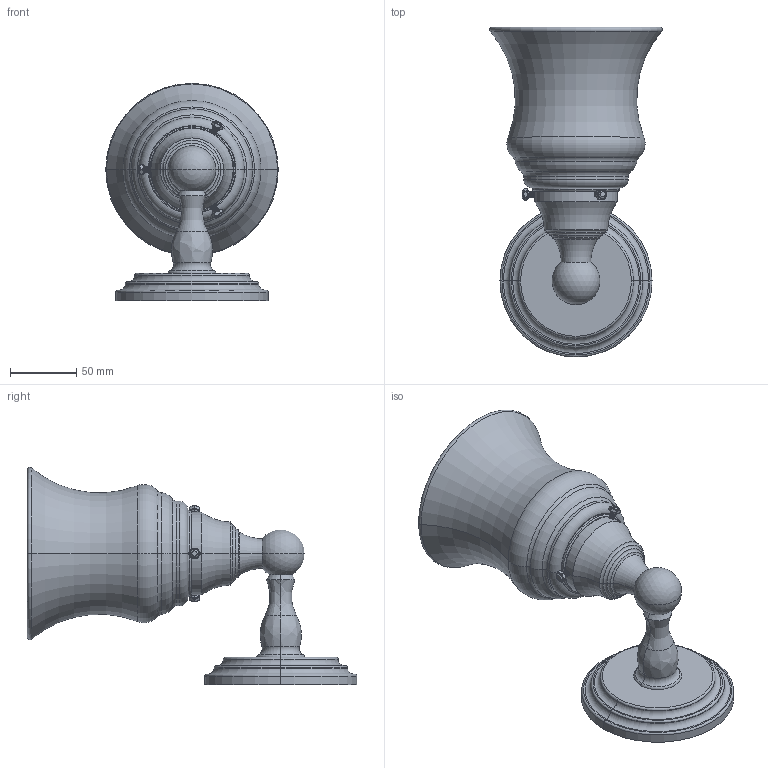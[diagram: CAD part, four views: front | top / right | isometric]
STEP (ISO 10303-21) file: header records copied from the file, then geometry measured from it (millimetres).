
FILE_DESCRIPTION((''),'2;1');
FILE_NAME('1182-1','2021-06-11T14:55:29',('jinson.thomas'),(''),'CREO PARAMETRIC BY PTC INC, 2018400','CREO PARAMETRIC BY PTC INC, 2018400','');
FILE_SCHEMA(('CONFIG_CONTROL_DESIGN'));
Length unit declared in the file: inch
Products named in the file (1): 1182-1
Bounding box: 129.67 x 247.88 x 163.41 mm (x, y, z)
Volume: 443980.3 mm3; surface area: 125134.6 mm2
Topology: 1 solids, 1 shells, 212 faces, 487 edges, 291 vertices
Faces by surface type: torus 82, cylinder 58, plane 39, bspline 29, cone 2, sphere 2
Entity records: 10375 total; most frequent: CARTESIAN_POINT 5782, ORIENTED_EDGE 970, DIRECTION 926, EDGE_CURVE 485, AXIS2_PLACEMENT_3D 416, VERTEX_POINT 291, CIRCLE 233, EDGE_LOOP 228
